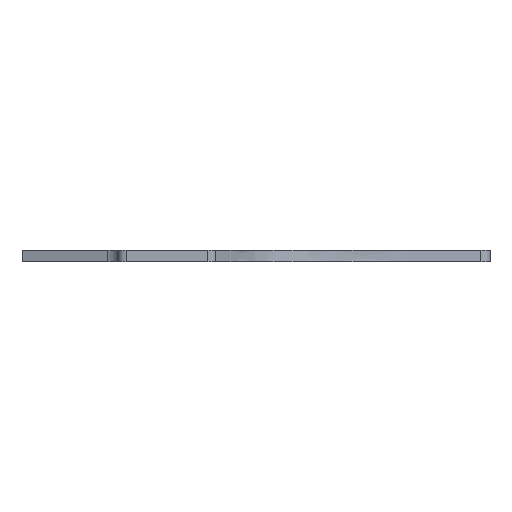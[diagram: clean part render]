
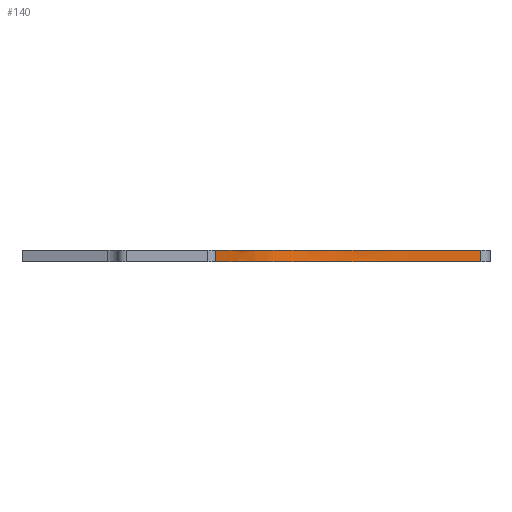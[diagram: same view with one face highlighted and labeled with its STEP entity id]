
A CAD part, left-side view. The second image highlights one B-rep face of the part: STEP entity #140.
In plain terms, the highlighted face is a extrusion surface.
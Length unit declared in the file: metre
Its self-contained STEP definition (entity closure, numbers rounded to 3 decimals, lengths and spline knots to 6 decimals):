
#140 = ADVANCED_FACE( '', ( #306 ), #307, .T. );
#306 = FACE_OUTER_BOUND( '', #532, .T. );
#307 = SURFACE_OF_LINEAR_EXTRUSION( '', #533, #534 );
#532 = EDGE_LOOP( '', ( #882, #883, #884, #885 ) );
#533 = B_SPLINE_CURVE_WITH_KNOTS( '', 3, ( #886, #887, #888, #889, #890, #891, #892 ), .UNSPECIFIED., .F., .F., ( 4, 1, 1, 1, 4 ), ( 0.049247, 0.153846, 0.433261, 0.712417, 0.986417 ), .UNSPECIFIED. );
#534 = VECTOR( '', #893, 1. );
#882 = ORIENTED_EDGE( '', *, *, #1278, .F. );
#883 = ORIENTED_EDGE( '', *, *, #1253, .F. );
#884 = ORIENTED_EDGE( '', *, *, #1279, .T. );
#885 = ORIENTED_EDGE( '', *, *, #1280, .T. );
#886 = CARTESIAN_POINT( '', ( -0.01895, -0.047685, 0.003175 ) );
#887 = CARTESIAN_POINT( '', ( -0.018909, -0.045938, 0.003175 ) );
#888 = CARTESIAN_POINT( '', ( -0.019007, -0.039824, 0.003175 ) );
#889 = CARTESIAN_POINT( '', ( -0.021221, -0.013859, 0.003175 ) );
#890 = CARTESIAN_POINT( '', ( -0.024206, 0.014702, 0.003175 ) );
#891 = CARTESIAN_POINT( '', ( -0.044534, 0.021769, 0.003175 ) );
#892 = CARTESIAN_POINT( '', ( -0.052216, 0.026928, 0.003175 ) );
#893 = DIRECTION( '', ( 0., 0., -1. ) );
#1253 = EDGE_CURVE( '', #1515, #1510, #1517, .T. );
#1278 = EDGE_CURVE( '', #1510, #1552, #1553, .T. );
#1279 = EDGE_CURVE( '', #1515, #1554, #1555, .T. );
#1280 = EDGE_CURVE( '', #1554, #1552, #1556, .T. );
#1510 = VERTEX_POINT( '', #1870 );
#1515 = VERTEX_POINT( '', #1876 );
#1517 = LINE( '', #1878, #1879 );
#1552 = VERTEX_POINT( '', #1920 );
#1553 = B_SPLINE_CURVE_WITH_KNOTS( '', 3, ( #1921, #1922, #1923, #1924, #1925, #1926, #1927 ), .UNSPECIFIED., .F., .F., ( 4, 1, 1, 1, 4 ), ( 0.049247, 0.153846, 0.433261, 0.712417, 0.986417 ), .UNSPECIFIED. );
#1554 = VERTEX_POINT( '', #1928 );
#1555 = B_SPLINE_CURVE_WITH_KNOTS( '', 3, ( #1929, #1930, #1931, #1932, #1933, #1934, #1935 ), .UNSPECIFIED., .F., .F., ( 4, 1, 1, 1, 4 ), ( 0.049247, 0.153846, 0.433261, 0.712417, 0.986417 ), .UNSPECIFIED. );
#1556 = LINE( '', #1936, #1937 );
#1870 = CARTESIAN_POINT( '', ( -0.01895, -0.047685, 0. ) );
#1876 = CARTESIAN_POINT( '', ( -0.01895, -0.047685, 0.003175 ) );
#1878 = CARTESIAN_POINT( '', ( -0.01895, -0.047685, 0.003175 ) );
#1879 = VECTOR( '', #2173, 1. );
#1920 = CARTESIAN_POINT( '', ( -0.052216, 0.026928, 0. ) );
#1921 = CARTESIAN_POINT( '', ( -0.01895, -0.047685, 0. ) );
#1922 = CARTESIAN_POINT( '', ( -0.018909, -0.045938, 0. ) );
#1923 = CARTESIAN_POINT( '', ( -0.019007, -0.039824, 0. ) );
#1924 = CARTESIAN_POINT( '', ( -0.021221, -0.013859, 0. ) );
#1925 = CARTESIAN_POINT( '', ( -0.024206, 0.014702, 0. ) );
#1926 = CARTESIAN_POINT( '', ( -0.044534, 0.021769, 0. ) );
#1927 = CARTESIAN_POINT( '', ( -0.052216, 0.026928, 0. ) );
#1928 = CARTESIAN_POINT( '', ( -0.052216, 0.026928, 0.003175 ) );
#1929 = CARTESIAN_POINT( '', ( -0.01895, -0.047685, 0.003175 ) );
#1930 = CARTESIAN_POINT( '', ( -0.018909, -0.045938, 0.003175 ) );
#1931 = CARTESIAN_POINT( '', ( -0.019007, -0.039824, 0.003175 ) );
#1932 = CARTESIAN_POINT( '', ( -0.021221, -0.013859, 0.003175 ) );
#1933 = CARTESIAN_POINT( '', ( -0.024206, 0.014702, 0.003175 ) );
#1934 = CARTESIAN_POINT( '', ( -0.044534, 0.021769, 0.003175 ) );
#1935 = CARTESIAN_POINT( '', ( -0.052216, 0.026928, 0.003175 ) );
#1936 = CARTESIAN_POINT( '', ( -0.052216, 0.026928, 0.003175 ) );
#1937 = VECTOR( '', #2210, 1. );
#2173 = DIRECTION( '', ( 0., 0., -1. ) );
#2210 = DIRECTION( '', ( 0., 0., -1. ) );
